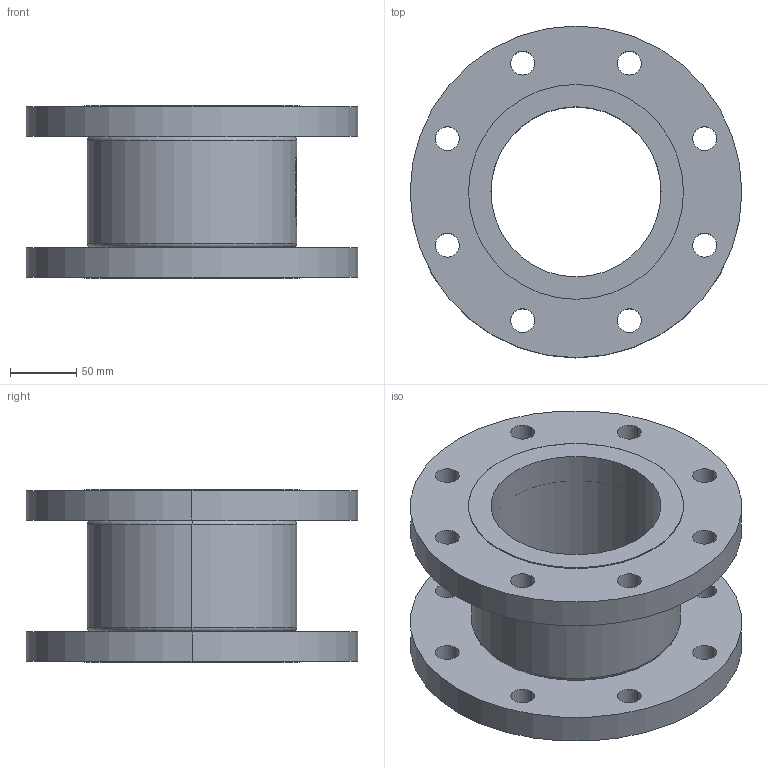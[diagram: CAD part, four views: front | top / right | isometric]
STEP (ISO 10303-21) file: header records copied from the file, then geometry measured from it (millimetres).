
FILE_DESCRIPTION (( 'STEP AP214' ), '1' );
FILE_NAME ('7150000_DN125_PN16_51422086.STEP', '2022-02-02T09:31:59', ( 'axxx' ), ( 'Hewlett-Packard Company' ), 'SwSTEP 2.0', 'SolidWorks 2019', '' );
FILE_SCHEMA (( 'AUTOMOTIVE_DESIGN' ));
Length unit declared in the file: millimetre
Products named in the file (1): 7150000_DN125_PN16_51422086
Bounding box: 250 x 250 x 130 mm (x, y, z)
Volume: 2069130.3 mm3; surface area: 297624 mm2
Topology: 1 solids, 1 shells, 550 faces, 1436 edges, 956 vertices
Faces by surface type: plane 254, bspline 224, cylinder 64, torus 8
Entity records: 29336 total; most frequent: CARTESIAN_POINT 17217, ORIENTED_EDGE 2872, DIRECTION 1762, EDGE_CURVE 1436, VERTEX_POINT 956, LINE 768, VECTOR 768, EDGE_LOOP 652
